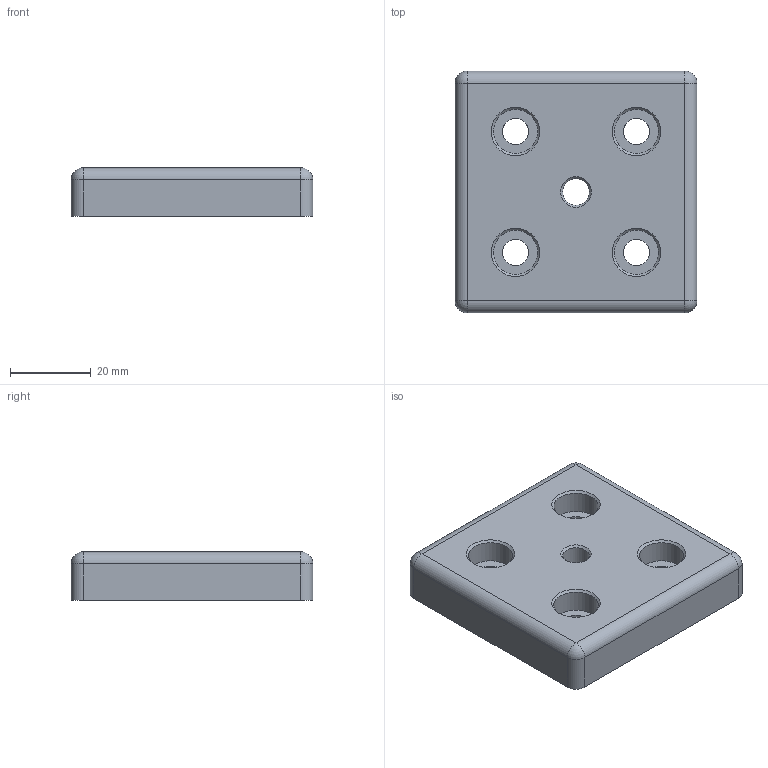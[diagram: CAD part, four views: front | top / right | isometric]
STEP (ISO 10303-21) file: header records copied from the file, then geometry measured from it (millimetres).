
FILE_DESCRIPTION(/* description */ ('KriTec Transport- u.Fußplatte 6 Zn 60x60x12 M8'),/* implementation_level */ '2;1');
FILE_NAME(/* name */ '11335_KriTec_Transport-_und_Fussplatte_6_Zn_60x60x12_M8.stp',/* time_stamp */ '2021-06-09T13:25:42+02:00',/* author */ ('Nell'),/* organization */ (''),/* preprocessor_version */ 'ST-DEVELOPER v17',/* originating_system */ 'Autodesk Inventor 2018',/* authorisation */ '');
FILE_SCHEMA (('AUTOMOTIVE_DESIGN { 1 0 10303 214 3 1 1 }'));
Length unit declared in the file: millimetre
Products named in the file (1): 11335
Bounding box: 60 x 60 x 12 mm (x, y, z)
Volume: 39147.7 mm3; surface area: 10886.6 mm2
Topology: 1 solids, 1 shells, 36 faces, 86 edges, 52 vertices
Faces by surface type: cylinder 17, plane 10, cone 5, sphere 4
Full cylindrical faces by diameter (mm): 6.5 x4, 6.647 x1, 11 x4
Entity records: 1089 total; most frequent: DIRECTION 204, CARTESIAN_POINT 171, ORIENTED_EDGE 164, AXIS2_PLACEMENT_3D 85, EDGE_CURVE 82, VERTEX_POINT 52, EDGE_LOOP 50, CIRCLE 48
